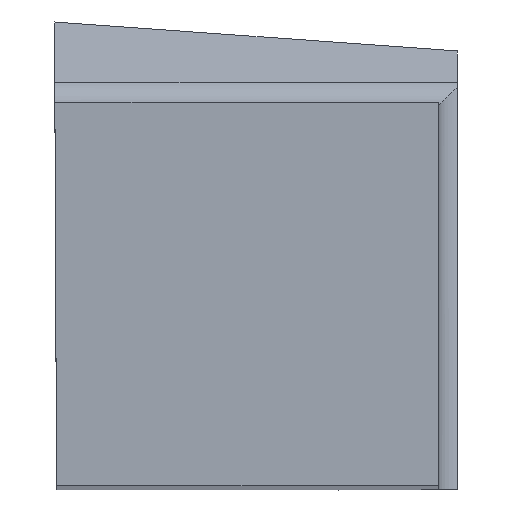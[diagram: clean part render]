
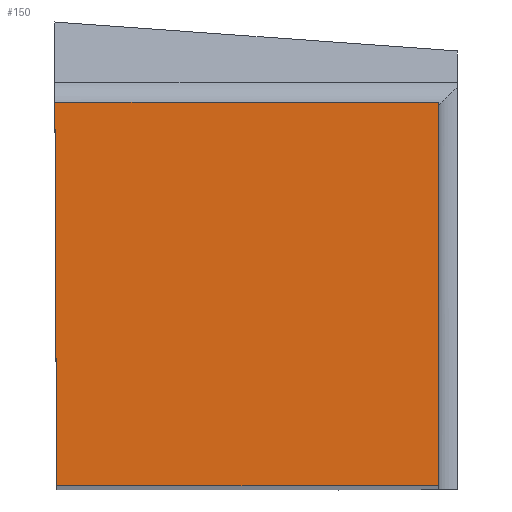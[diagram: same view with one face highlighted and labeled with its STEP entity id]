
A CAD part, top view. The second image highlights one B-rep face of the part: STEP entity #150.
In plain terms, the highlighted planar face has unit normal (0, 0, 1).
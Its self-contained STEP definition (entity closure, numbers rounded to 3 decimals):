
#122=FACE_OUTER_BOUND('',#322,.T.);
#150=ADVANCED_FACE('SHANK_FACE_BACK',(#122),#173,.F.);
#173=PLANE('',#715);
#211=LINE('',#1060,#265);
#226=LINE('',#1094,#280);
#228=LINE('',#1098,#282);
#229=LINE('',#1100,#283);
#265=VECTOR('',#823,1.);
#280=VECTOR('',#856,1.);
#282=VECTOR('',#860,1.);
#283=VECTOR('',#861,1.);
#322=EDGE_LOOP('',(#438,#439,#440,#441));
#438=ORIENTED_EDGE('',*,*,#587,.F.);
#439=ORIENTED_EDGE('',*,*,#569,.T.);
#440=ORIENTED_EDGE('',*,*,#589,.T.);
#441=ORIENTED_EDGE('',*,*,#590,.F.);
#510=VERTEX_POINT('',#1059);
#511=VERTEX_POINT('',#1061);
#521=VERTEX_POINT('',#1095);
#522=VERTEX_POINT('',#1099);
#569=EDGE_CURVE('',#511,#510,#211,.T.);
#587=EDGE_CURVE('',#511,#521,#226,.T.);
#589=EDGE_CURVE('',#510,#522,#228,.T.);
#590=EDGE_CURVE('',#521,#522,#229,.T.);
#715=AXIS2_PLACEMENT_3D('',#1101,#862,#863);
#823=DIRECTION('',(1.,0.,0.));
#856=DIRECTION('',(-0.004,1.,0.));
#860=DIRECTION('',(0.,1.,0.));
#861=DIRECTION('',(1.,0.,0.));
#862=DIRECTION('',(0.,0.,-1.));
#863=DIRECTION('',(-0.997,0.074,0.));
#1059=CARTESIAN_POINT('',(19.875,0.,0.));
#1060=CARTESIAN_POINT('',(-6.494,0.,0.));
#1061=CARTESIAN_POINT('',(0.087,0.,0.));
#1094=CARTESIAN_POINT('',(0.689,-137.944,0.));
#1095=CARTESIAN_POINT('',(0.,19.875,0.));
#1098=CARTESIAN_POINT('',(19.875,-6.494,0.));
#1099=CARTESIAN_POINT('',(19.875,19.875,0.));
#1100=CARTESIAN_POINT('',(-6.494,19.875,0.));
#1101=CARTESIAN_POINT('',(0.,0.,0.));
